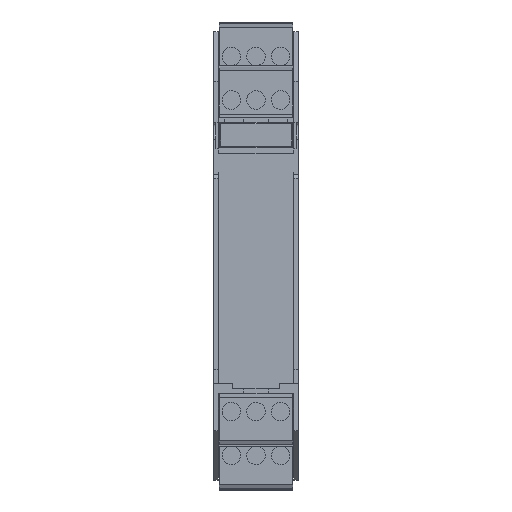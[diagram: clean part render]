
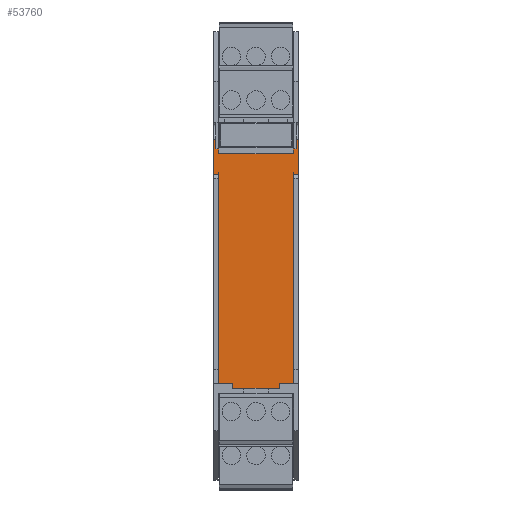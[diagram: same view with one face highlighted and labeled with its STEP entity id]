
A CAD part, top view. The second image highlights one B-rep face of the part: STEP entity #53760.
In plain terms, the highlighted planar face has unit normal (0, 0, 1).
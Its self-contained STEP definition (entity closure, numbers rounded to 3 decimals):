
#53621=AXIS2_PLACEMENT_3D('Plane Axis2P3D',#53618,#53619,#53620) ;
#53518=CARTESIAN_POINT('Vertex',(16.4,69.2,111.5)) ;
#53521=CARTESIAN_POINT('Line Origine',(16.4,69.7,111.5)) ;
#53525=CARTESIAN_POINT('Vertex',(16.4,70.2,111.5)) ;
#53558=CARTESIAN_POINT('Vertex',(1.1,69.2,111.5)) ;
#53561=CARTESIAN_POINT('Line Origine',(8.75,69.2,111.5)) ;
#53589=CARTESIAN_POINT('Vertex',(0.5,70.2,111.5)) ;
#53592=CARTESIAN_POINT('Line Origine',(0.8,70.2,111.5)) ;
#53596=CARTESIAN_POINT('Vertex',(1.1,70.2,111.5)) ;
#53618=CARTESIAN_POINT('Axis2P3D Location',(17.5,20.9,111.5)) ;
#53623=CARTESIAN_POINT('Line Origine',(8.75,20.9,111.5)) ;
#53627=CARTESIAN_POINT('Vertex',(4.,20.9,111.5)) ;
#53629=CARTESIAN_POINT('Vertex',(13.5,20.9,111.5)) ;
#53632=CARTESIAN_POINT('Line Origine',(13.5,21.4,111.5)) ;
#53636=CARTESIAN_POINT('Vertex',(13.5,21.9,111.5)) ;
#53639=CARTESIAN_POINT('Line Origine',(14.95,21.9,111.5)) ;
#53643=CARTESIAN_POINT('Vertex',(16.4,21.9,111.5)) ;
#53646=CARTESIAN_POINT('Line Origine',(16.4,43.379,111.5)) ;
#53650=CARTESIAN_POINT('Vertex',(16.4,64.857,111.5)) ;
#53653=CARTESIAN_POINT('Line Origine',(16.95,64.857,111.5)) ;
#53657=CARTESIAN_POINT('Vertex',(17.5,64.857,111.5)) ;
#53660=CARTESIAN_POINT('Line Origine',(17.5,68.479,111.5)) ;
#53664=CARTESIAN_POINT('Vertex',(17.5,72.1,111.5)) ;
#53667=CARTESIAN_POINT('Line Origine',(17.25,72.1,111.5)) ;
#53671=CARTESIAN_POINT('Vertex',(17.,72.1,111.5)) ;
#53674=CARTESIAN_POINT('Line Origine',(17.,71.15,111.5)) ;
#53678=CARTESIAN_POINT('Vertex',(17.,70.2,111.5)) ;
#53681=CARTESIAN_POINT('Line Origine',(16.7,70.2,111.5)) ;
#53686=CARTESIAN_POINT('Line Origine',(1.1,69.7,111.5)) ;
#53691=CARTESIAN_POINT('Line Origine',(0.5,71.15,111.5)) ;
#53695=CARTESIAN_POINT('Vertex',(0.5,72.1,111.5)) ;
#53698=CARTESIAN_POINT('Line Origine',(0.25,72.1,111.5)) ;
#53702=CARTESIAN_POINT('Vertex',(0.,72.1,111.5)) ;
#53705=CARTESIAN_POINT('Line Origine',(0.,68.479,111.5)) ;
#53709=CARTESIAN_POINT('Vertex',(0.,64.857,111.5)) ;
#53712=CARTESIAN_POINT('Line Origine',(0.55,64.857,111.5)) ;
#53716=CARTESIAN_POINT('Vertex',(1.1,64.857,111.5)) ;
#53719=CARTESIAN_POINT('Line Origine',(1.1,43.379,111.5)) ;
#53723=CARTESIAN_POINT('Vertex',(1.1,21.9,111.5)) ;
#53726=CARTESIAN_POINT('Line Origine',(2.55,21.9,111.5)) ;
#53730=CARTESIAN_POINT('Vertex',(4.,21.9,111.5)) ;
#53733=CARTESIAN_POINT('Line Origine',(4.,21.4,111.5)) ;
#53522=DIRECTION('Vector Direction',(0.,1.,0.)) ;
#53562=DIRECTION('Vector Direction',(1.,0.,0.)) ;
#53593=DIRECTION('Vector Direction',(1.,0.,0.)) ;
#53619=DIRECTION('Axis2P3D Direction',(0.,0.,-1.)) ;
#53620=DIRECTION('Axis2P3D XDirection',(0.,1.,0.)) ;
#53624=DIRECTION('Vector Direction',(1.,0.,0.)) ;
#53633=DIRECTION('Vector Direction',(0.,1.,0.)) ;
#53640=DIRECTION('Vector Direction',(1.,0.,0.)) ;
#53647=DIRECTION('Vector Direction',(0.,1.,0.)) ;
#53654=DIRECTION('Vector Direction',(1.,0.,0.)) ;
#53661=DIRECTION('Vector Direction',(0.,1.,0.)) ;
#53668=DIRECTION('Vector Direction',(1.,0.,0.)) ;
#53675=DIRECTION('Vector Direction',(0.,1.,0.)) ;
#53682=DIRECTION('Vector Direction',(1.,0.,0.)) ;
#53687=DIRECTION('Vector Direction',(0.,1.,0.)) ;
#53692=DIRECTION('Vector Direction',(0.,1.,0.)) ;
#53699=DIRECTION('Vector Direction',(1.,0.,0.)) ;
#53706=DIRECTION('Vector Direction',(0.,1.,0.)) ;
#53713=DIRECTION('Vector Direction',(1.,0.,0.)) ;
#53720=DIRECTION('Vector Direction',(0.,1.,0.)) ;
#53727=DIRECTION('Vector Direction',(1.,0.,0.)) ;
#53734=DIRECTION('Vector Direction',(0.,1.,0.)) ;
#53523=VECTOR('Line Direction',#53522,1.) ;
#53563=VECTOR('Line Direction',#53562,1.) ;
#53594=VECTOR('Line Direction',#53593,1.) ;
#53625=VECTOR('Line Direction',#53624,1.) ;
#53634=VECTOR('Line Direction',#53633,1.) ;
#53641=VECTOR('Line Direction',#53640,1.) ;
#53648=VECTOR('Line Direction',#53647,1.) ;
#53655=VECTOR('Line Direction',#53654,1.) ;
#53662=VECTOR('Line Direction',#53661,1.) ;
#53669=VECTOR('Line Direction',#53668,1.) ;
#53676=VECTOR('Line Direction',#53675,1.) ;
#53683=VECTOR('Line Direction',#53682,1.) ;
#53688=VECTOR('Line Direction',#53687,1.) ;
#53693=VECTOR('Line Direction',#53692,1.) ;
#53700=VECTOR('Line Direction',#53699,1.) ;
#53707=VECTOR('Line Direction',#53706,1.) ;
#53714=VECTOR('Line Direction',#53713,1.) ;
#53721=VECTOR('Line Direction',#53720,1.) ;
#53728=VECTOR('Line Direction',#53727,1.) ;
#53735=VECTOR('Line Direction',#53734,1.) ;
#53739=ORIENTED_EDGE('',*,*,#53631,.T.) ;
#53740=ORIENTED_EDGE('',*,*,#53638,.T.) ;
#53741=ORIENTED_EDGE('',*,*,#53645,.T.) ;
#53742=ORIENTED_EDGE('',*,*,#53652,.T.) ;
#53743=ORIENTED_EDGE('',*,*,#53659,.T.) ;
#53744=ORIENTED_EDGE('',*,*,#53666,.T.) ;
#53745=ORIENTED_EDGE('',*,*,#53673,.F.) ;
#53746=ORIENTED_EDGE('',*,*,#53680,.F.) ;
#53747=ORIENTED_EDGE('',*,*,#53685,.F.) ;
#53748=ORIENTED_EDGE('',*,*,#53527,.F.) ;
#53749=ORIENTED_EDGE('',*,*,#53565,.F.) ;
#53750=ORIENTED_EDGE('',*,*,#53690,.T.) ;
#53751=ORIENTED_EDGE('',*,*,#53598,.F.) ;
#53752=ORIENTED_EDGE('',*,*,#53697,.T.) ;
#53753=ORIENTED_EDGE('',*,*,#53704,.F.) ;
#53754=ORIENTED_EDGE('',*,*,#53711,.F.) ;
#53755=ORIENTED_EDGE('',*,*,#53718,.T.) ;
#53756=ORIENTED_EDGE('',*,*,#53725,.F.) ;
#53757=ORIENTED_EDGE('',*,*,#53732,.T.) ;
#53758=ORIENTED_EDGE('',*,*,#53737,.F.) ;
#53760=ADVANCED_FACE('TOP UNIT L 12.5 8426550000_NAUO10',(#53759),#53622,.F.) ;
#53527=EDGE_CURVE('',#53519,#53526,#53524,.T.) ;
#53565=EDGE_CURVE('',#53559,#53519,#53564,.T.) ;
#53598=EDGE_CURVE('',#53590,#53597,#53595,.T.) ;
#53631=EDGE_CURVE('',#53628,#53630,#53626,.T.) ;
#53638=EDGE_CURVE('',#53630,#53637,#53635,.T.) ;
#53645=EDGE_CURVE('',#53637,#53644,#53642,.T.) ;
#53652=EDGE_CURVE('',#53644,#53651,#53649,.T.) ;
#53659=EDGE_CURVE('',#53651,#53658,#53656,.T.) ;
#53666=EDGE_CURVE('',#53658,#53665,#53663,.T.) ;
#53673=EDGE_CURVE('',#53672,#53665,#53670,.T.) ;
#53680=EDGE_CURVE('',#53679,#53672,#53677,.T.) ;
#53685=EDGE_CURVE('',#53526,#53679,#53684,.T.) ;
#53690=EDGE_CURVE('',#53559,#53597,#53689,.T.) ;
#53697=EDGE_CURVE('',#53590,#53696,#53694,.T.) ;
#53704=EDGE_CURVE('',#53703,#53696,#53701,.T.) ;
#53711=EDGE_CURVE('',#53710,#53703,#53708,.T.) ;
#53718=EDGE_CURVE('',#53710,#53717,#53715,.T.) ;
#53725=EDGE_CURVE('',#53724,#53717,#53722,.T.) ;
#53732=EDGE_CURVE('',#53724,#53731,#53729,.T.) ;
#53737=EDGE_CURVE('',#53628,#53731,#53736,.T.) ;
#53738=EDGE_LOOP('',(#53739,#53740,#53741,#53742,#53743,#53744,#53745,#53746,#53747,#53748,#53749,#53750,#53751,#53752,#53753,#53754,#53755,#53756,#53757,#53758)) ;
#53759=FACE_OUTER_BOUND('',#53738,.T.) ;
#53524=LINE('Line',#53521,#53523) ;
#53564=LINE('Line',#53561,#53563) ;
#53595=LINE('Line',#53592,#53594) ;
#53626=LINE('Line',#53623,#53625) ;
#53635=LINE('Line',#53632,#53634) ;
#53642=LINE('Line',#53639,#53641) ;
#53649=LINE('Line',#53646,#53648) ;
#53656=LINE('Line',#53653,#53655) ;
#53663=LINE('Line',#53660,#53662) ;
#53670=LINE('Line',#53667,#53669) ;
#53677=LINE('Line',#53674,#53676) ;
#53684=LINE('Line',#53681,#53683) ;
#53689=LINE('Line',#53686,#53688) ;
#53694=LINE('Line',#53691,#53693) ;
#53701=LINE('Line',#53698,#53700) ;
#53708=LINE('Line',#53705,#53707) ;
#53715=LINE('Line',#53712,#53714) ;
#53722=LINE('Line',#53719,#53721) ;
#53729=LINE('Line',#53726,#53728) ;
#53736=LINE('Line',#53733,#53735) ;
#53622=PLANE('',#53621) ;
#53519=VERTEX_POINT('',#53518) ;
#53526=VERTEX_POINT('',#53525) ;
#53559=VERTEX_POINT('',#53558) ;
#53590=VERTEX_POINT('',#53589) ;
#53597=VERTEX_POINT('',#53596) ;
#53628=VERTEX_POINT('',#53627) ;
#53630=VERTEX_POINT('',#53629) ;
#53637=VERTEX_POINT('',#53636) ;
#53644=VERTEX_POINT('',#53643) ;
#53651=VERTEX_POINT('',#53650) ;
#53658=VERTEX_POINT('',#53657) ;
#53665=VERTEX_POINT('',#53664) ;
#53672=VERTEX_POINT('',#53671) ;
#53679=VERTEX_POINT('',#53678) ;
#53696=VERTEX_POINT('',#53695) ;
#53703=VERTEX_POINT('',#53702) ;
#53710=VERTEX_POINT('',#53709) ;
#53717=VERTEX_POINT('',#53716) ;
#53724=VERTEX_POINT('',#53723) ;
#53731=VERTEX_POINT('',#53730) ;
